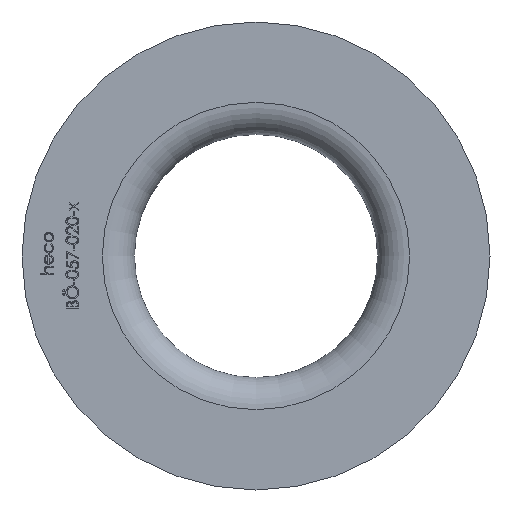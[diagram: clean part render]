
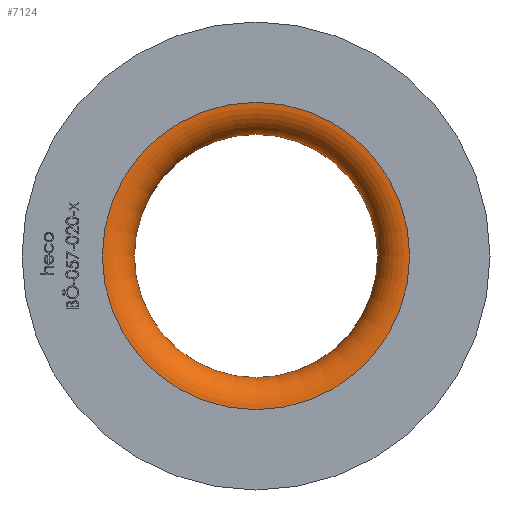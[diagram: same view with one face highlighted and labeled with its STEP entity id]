
A CAD part, left-side view. The second image highlights one B-rep face of the part: STEP entity #7124.
In plain terms, the highlighted toroidal (fillet/blend) face has major radius 33.5 mm and minor radius 7 mm.
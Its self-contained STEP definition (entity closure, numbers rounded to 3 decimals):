
#604 = EDGE_LOOP ( 'NONE', ( #4024 ) ) ;
#1387 = DIRECTION ( 'NONE',  ( -1., 0., 0. ) ) ;
#3608 = DIRECTION ( 'NONE',  ( 0., 0., 1. ) ) ;
#3834 = VERTEX_POINT ( 'NONE', #8494 ) ;
#4024 = ORIENTED_EDGE ( 'NONE', *, *, #7956, .F. ) ;
#4338 = CARTESIAN_POINT ( 'NONE',  ( 7., 0., 0. ) ) ;
#4604 = DIRECTION ( 'NONE',  ( 0., 0., 1. ) ) ;
#5175 = EDGE_LOOP ( 'NONE', ( #9009 ) ) ;
#6198 = EDGE_CURVE ( 'NONE', #12755, #12755, #6530, .T. ) ;
#6530 = CIRCLE ( 'NONE', #11993, 33.5 ) ;
#6783 = TOROIDAL_SURFACE ( 'NONE', #8705, 33.5, 7. ) ;
#7124 = ADVANCED_FACE ( 'NONE', ( #11263, #11488 ), #6783, .T. ) ;
#7956 = EDGE_CURVE ( 'NONE', #3834, #3834, #9543, .T. ) ;
#8494 = CARTESIAN_POINT ( 'NONE',  ( 7., 0., 26.5 ) ) ;
#8705 = AXIS2_PLACEMENT_3D ( 'NONE', #10342, #9122, #4604 ) ;
#9009 = ORIENTED_EDGE ( 'NONE', *, *, #6198, .T. ) ;
#9122 = DIRECTION ( 'NONE',  ( -1., 0., 0. ) ) ;
#9543 = CIRCLE ( 'NONE', #10971, 26.5 ) ;
#9869 = DIRECTION ( 'NONE',  ( -1., 0., 0. ) ) ;
#10342 = CARTESIAN_POINT ( 'NONE',  ( 7., 0., 0. ) ) ;
#10971 = AXIS2_PLACEMENT_3D ( 'NONE', #4338, #9869, #12266 ) ;
#11263 = FACE_OUTER_BOUND ( 'NONE', #604, .T. ) ;
#11488 = FACE_OUTER_BOUND ( 'NONE', #5175, .T. ) ;
#11993 = AXIS2_PLACEMENT_3D ( 'NONE', #13877, #1387, #3608 ) ;
#12266 = DIRECTION ( 'NONE',  ( 0., 0., 1. ) ) ;
#12755 = VERTEX_POINT ( 'NONE', #13964 ) ;
#13877 = CARTESIAN_POINT ( 'NONE',  ( 0., 0., 0. ) ) ;
#13964 = CARTESIAN_POINT ( 'NONE',  ( 0., 0., 33.5 ) ) ;
